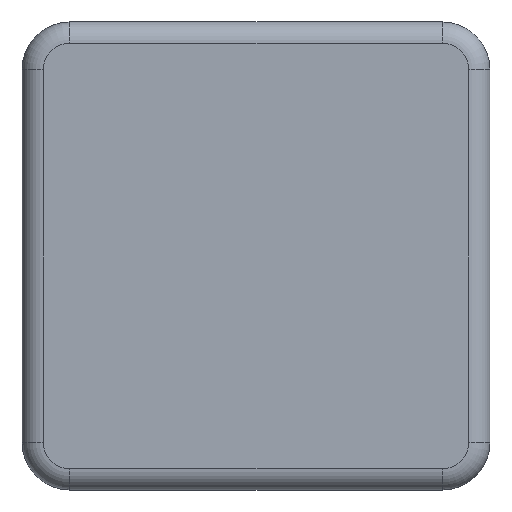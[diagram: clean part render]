
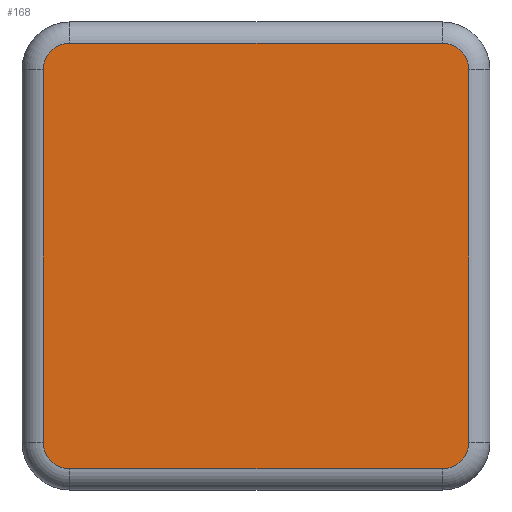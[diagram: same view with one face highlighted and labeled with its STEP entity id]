
A CAD part, left-side view. The second image highlights one B-rep face of the part: STEP entity #168.
In plain terms, the highlighted planar face has unit normal (-1, 0, 0).
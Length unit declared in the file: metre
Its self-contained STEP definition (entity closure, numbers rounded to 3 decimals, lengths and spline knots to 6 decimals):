
#168 = ADVANCED_FACE( '', ( #358 ), #359, .T. );
#358 = FACE_OUTER_BOUND( '', #569, .T. );
#359 = PLANE( '', #570 );
#569 = EDGE_LOOP( '', ( #973, #974, #975, #976, #977, #978, #979, #980 ) );
#570 = AXIS2_PLACEMENT_3D( '', #981, #982, #983 );
#973 = ORIENTED_EDGE( '', *, *, #1356, .T. );
#974 = ORIENTED_EDGE( '', *, *, #1379, .T. );
#975 = ORIENTED_EDGE( '', *, *, #1359, .T. );
#976 = ORIENTED_EDGE( '', *, *, #1380, .T. );
#977 = ORIENTED_EDGE( '', *, *, #1274, .T. );
#978 = ORIENTED_EDGE( '', *, *, #1381, .T. );
#979 = ORIENTED_EDGE( '', *, *, #1382, .T. );
#980 = ORIENTED_EDGE( '', *, *, #1352, .T. );
#981 = CARTESIAN_POINT( '', ( -0.004, 0.00395, 0.0002 ) );
#982 = DIRECTION( '', ( -1., 0., 0. ) );
#983 = DIRECTION( '', ( 0., -1., 0. ) );
#1274 = EDGE_CURVE( '', #1530, #1528, #1531, .T. );
#1352 = EDGE_CURVE( '', #1647, #1651, #1653, .T. );
#1356 = EDGE_CURVE( '', #1651, #1657, #1659, .T. );
#1359 = EDGE_CURVE( '', #1663, #1661, #1664, .T. );
#1379 = EDGE_CURVE( '', #1657, #1663, #1686, .T. );
#1380 = EDGE_CURVE( '', #1661, #1530, #1687, .T. );
#1381 = EDGE_CURVE( '', #1528, #1688, #1689, .T. );
#1382 = EDGE_CURVE( '', #1688, #1647, #1690, .T. );
#1528 = VERTEX_POINT( '', #1871 );
#1530 = VERTEX_POINT( '', #1873 );
#1531 = LINE( '', #1874, #1875 );
#1647 = VERTEX_POINT( '', #2034 );
#1651 = VERTEX_POINT( '', #2038 );
#1653 = CIRCLE( '', #2040, 0.00025 );
#1657 = VERTEX_POINT( '', #2045 );
#1659 = LINE( '', #2047, #2048 );
#1661 = VERTEX_POINT( '', #2050 );
#1663 = VERTEX_POINT( '', #2052 );
#1664 = LINE( '', #2053, #2054 );
#1686 = CIRCLE( '', #2078, 0.00025 );
#1687 = CIRCLE( '', #2079, 0.00025 );
#1688 = VERTEX_POINT( '', #2080 );
#1689 = CIRCLE( '', #2081, 0.00025 );
#1690 = LINE( '', #2082, #2083 );
#1871 = CARTESIAN_POINT( '', ( -0.004, 0.0042, 0.0002 ) );
#1873 = CARTESIAN_POINT( '', ( -0.004, 0.0042, 0.0037 ) );
#1874 = CARTESIAN_POINT( '', ( -0.004, 0.0042, 0.0002 ) );
#1875 = VECTOR( '', #2220, 1. );
#2034 = CARTESIAN_POINT( '', ( -0.004, 0.00045, -0.00005 ) );
#2038 = CARTESIAN_POINT( '', ( -0.004, 0.0002, 0.0002 ) );
#2040 = AXIS2_PLACEMENT_3D( '', #2315, #2316, #2317 );
#2045 = CARTESIAN_POINT( '', ( -0.004, 0.0002, 0.0037 ) );
#2047 = CARTESIAN_POINT( '', ( -0.004, 0.0002, 0.0037 ) );
#2048 = VECTOR( '', #2322, 1. );
#2050 = CARTESIAN_POINT( '', ( -0.004, 0.00395, 0.00395 ) );
#2052 = CARTESIAN_POINT( '', ( -0.004, 0.00045, 0.00395 ) );
#2053 = CARTESIAN_POINT( '', ( -0.004, 0.00395, 0.00395 ) );
#2054 = VECTOR( '', #2326, 1. );
#2078 = AXIS2_PLACEMENT_3D( '', #2365, #2366, #2367 );
#2079 = AXIS2_PLACEMENT_3D( '', #2368, #2369, #2370 );
#2080 = CARTESIAN_POINT( '', ( -0.004, 0.00395, -0.00005 ) );
#2081 = AXIS2_PLACEMENT_3D( '', #2371, #2372, #2373 );
#2082 = CARTESIAN_POINT( '', ( -0.004, 0.00045, -0.00005 ) );
#2083 = VECTOR( '', #2374, 1. );
#2220 = DIRECTION( '', ( 0., 0., -1. ) );
#2315 = CARTESIAN_POINT( '', ( -0.004, 0.00045, 0.0002 ) );
#2316 = DIRECTION( '', ( -1., 0., 0. ) );
#2317 = DIRECTION( '', ( 0., -1., 0. ) );
#2322 = DIRECTION( '', ( 0., 0., 1. ) );
#2326 = DIRECTION( '', ( 0., 1., 0. ) );
#2365 = CARTESIAN_POINT( '', ( -0.004, 0.00045, 0.0037 ) );
#2366 = DIRECTION( '', ( -1., 0., 0. ) );
#2367 = DIRECTION( '', ( 0., -1., 0. ) );
#2368 = CARTESIAN_POINT( '', ( -0.004, 0.00395, 0.0037 ) );
#2369 = DIRECTION( '', ( -1., 0., 0. ) );
#2370 = DIRECTION( '', ( 0., -1., 0. ) );
#2371 = CARTESIAN_POINT( '', ( -0.004, 0.00395, 0.0002 ) );
#2372 = DIRECTION( '', ( -1., 0., 0. ) );
#2373 = DIRECTION( '', ( 0., -1., 0. ) );
#2374 = DIRECTION( '', ( 0., -1., 0. ) );
